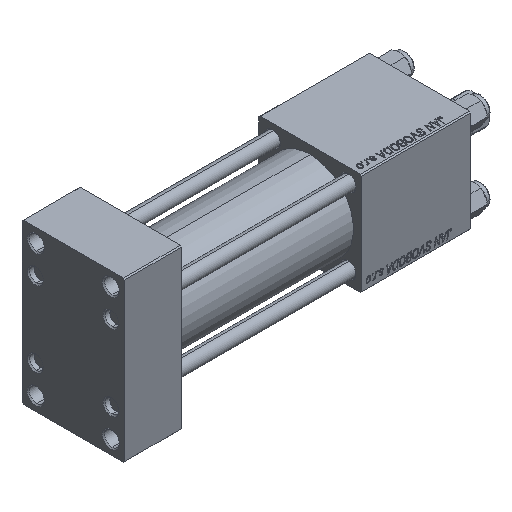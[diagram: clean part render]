
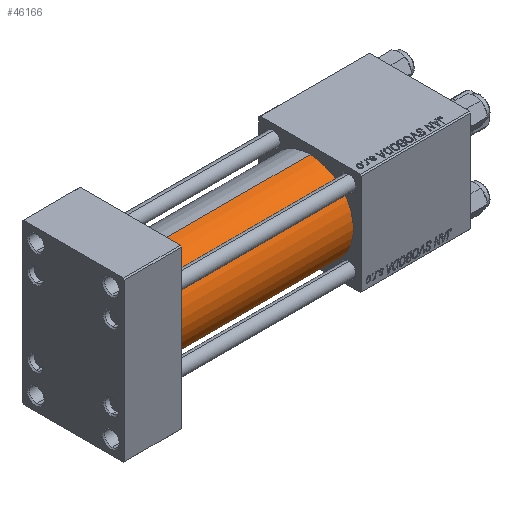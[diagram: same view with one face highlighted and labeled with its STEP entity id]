
A CAD part, isometric view. The second image highlights one B-rep face of the part: STEP entity #46166.
In plain terms, the highlighted cylindrical face has radius 19 mm (diameter 38 mm), a partial arc.
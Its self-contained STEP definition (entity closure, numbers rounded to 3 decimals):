
#700 = DIRECTION ( 'NONE',  ( -1., 0., 0. ) ) ;
#1619 = CYLINDRICAL_SURFACE ( 'NONE', #47178, 19. ) ;
#1787 = DIRECTION ( 'NONE',  ( 0., 0., -1. ) ) ;
#1903 = CIRCLE ( 'NONE', #26057, 19. ) ;
#4229 = LINE ( 'NONE', #27195, #31529 ) ;
#4870 = EDGE_LOOP ( 'NONE', ( #20941, #21593, #4985, #17561 ) ) ;
#4985 = ORIENTED_EDGE ( 'NONE', *, *, #37083, .T. ) ;
#5398 = FACE_OUTER_BOUND ( 'NONE', #4870, .T. ) ;
#5841 = DIRECTION ( 'NONE',  ( -1., 0., 0. ) ) ;
#6819 = CARTESIAN_POINT ( 'NONE',  ( 104., 0., 0. ) ) ;
#8581 = EDGE_CURVE ( 'NONE', #24225, #47131, #1903, .T. ) ;
#8719 = CARTESIAN_POINT ( 'NONE',  ( 25., 0., 19. ) ) ;
#11293 = CARTESIAN_POINT ( 'NONE',  ( 25., 0., -19. ) ) ;
#12663 = CARTESIAN_POINT ( 'NONE',  ( 104., 0., -19. ) ) ;
#13148 = DIRECTION ( 'NONE',  ( 1., 0., 0. ) ) ;
#17186 = LINE ( 'NONE', #12663, #44200 ) ;
#17561 = ORIENTED_EDGE ( 'NONE', *, *, #43602, .T. ) ;
#18030 = CIRCLE ( 'NONE', #47104, 19. ) ;
#18072 = EDGE_CURVE ( 'NONE', #47131, #43315, #17186, .T. ) ;
#20941 = ORIENTED_EDGE ( 'NONE', *, *, #18072, .F. ) ;
#21467 = CARTESIAN_POINT ( 'NONE',  ( 25., 0., 0. ) ) ;
#21593 = ORIENTED_EDGE ( 'NONE', *, *, #8581, .F. ) ;
#22200 = DIRECTION ( 'NONE',  ( -1., 0., 0. ) ) ;
#24225 = VERTEX_POINT ( 'NONE', #34368 ) ;
#26057 = AXIS2_PLACEMENT_3D ( 'NONE', #39934, #44226, #1787 ) ;
#27195 = CARTESIAN_POINT ( 'NONE',  ( 104., 0., 19. ) ) ;
#31529 = VECTOR ( 'NONE', #700, 1000. ) ;
#32102 = DIRECTION ( 'NONE',  ( 0., 0., 1. ) ) ;
#34368 = CARTESIAN_POINT ( 'NONE',  ( 104., 0., 19. ) ) ;
#36210 = CARTESIAN_POINT ( 'NONE',  ( 104., 0., -19. ) ) ;
#37083 = EDGE_CURVE ( 'NONE', #24225, #41397, #4229, .T. ) ;
#39934 = CARTESIAN_POINT ( 'NONE',  ( 104., 0., 0. ) ) ;
#41397 = VERTEX_POINT ( 'NONE', #8719 ) ;
#43315 = VERTEX_POINT ( 'NONE', #11293 ) ;
#43602 = EDGE_CURVE ( 'NONE', #41397, #43315, #18030, .T. ) ;
#44200 = VECTOR ( 'NONE', #5841, 1000. ) ;
#44226 = DIRECTION ( 'NONE',  ( 1., 0., 0. ) ) ;
#45471 = DIRECTION ( 'NONE',  ( 0., 0., 1. ) ) ;
#46166 = ADVANCED_FACE ( 'NONE', ( #5398 ), #1619, .T. ) ;
#47104 = AXIS2_PLACEMENT_3D ( 'NONE', #21467, #13148, #32102 ) ;
#47131 = VERTEX_POINT ( 'NONE', #36210 ) ;
#47178 = AXIS2_PLACEMENT_3D ( 'NONE', #6819, #22200, #45471 ) ;
